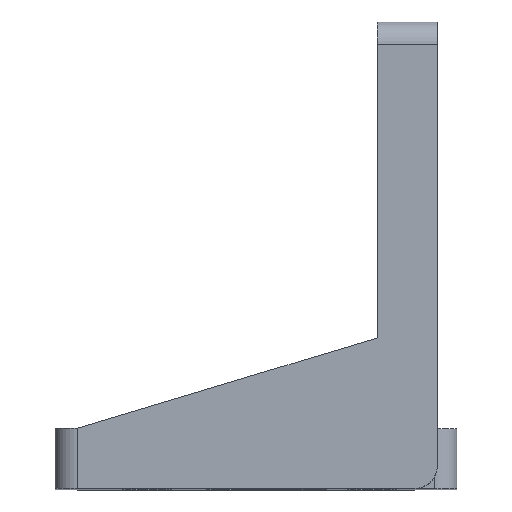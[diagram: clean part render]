
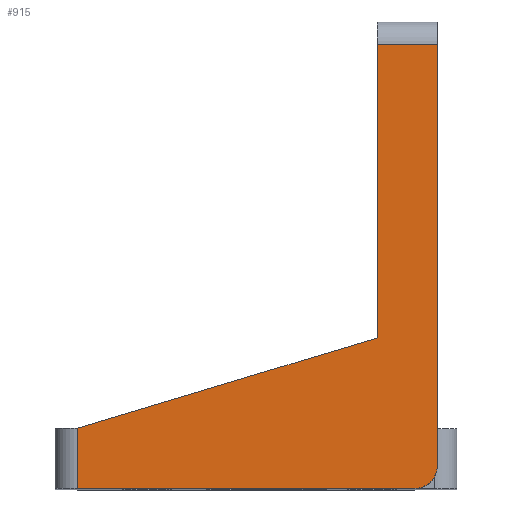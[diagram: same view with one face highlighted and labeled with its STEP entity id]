
A CAD part, top view. The second image highlights one B-rep face of the part: STEP entity #915.
In plain terms, the highlighted planar face has unit normal (0, 0, 1).
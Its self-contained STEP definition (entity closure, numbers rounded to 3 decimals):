
#110=CIRCLE('',#1024,1.5);
#135=FACE_OUTER_BOUND('',#205,.T.);
#205=EDGE_LOOP('',(#768,#769,#770,#771,#772,#773,#774));
#233=LINE('',#1330,#315);
#235=LINE('',#1334,#317);
#267=LINE('',#1453,#349);
#289=LINE('',#1530,#371);
#290=LINE('',#1535,#372);
#291=LINE('',#1536,#373);
#315=VECTOR('',#1056,10.);
#317=VECTOR('',#1060,1.);
#349=VECTOR('',#1160,1.);
#371=VECTOR('',#1244,1.);
#372=VECTOR('',#1249,1.);
#373=VECTOR('',#1250,1.);
#397=VERTEX_POINT('',#1327);
#398=VERTEX_POINT('',#1329);
#399=VERTEX_POINT('',#1333);
#451=VERTEX_POINT('',#1450);
#452=VERTEX_POINT('',#1452);
#477=VERTEX_POINT('',#1532);
#478=VERTEX_POINT('',#1534);
#483=EDGE_CURVE('',#398,#397,#233,.T.);
#485=EDGE_CURVE('',#399,#398,#235,.T.);
#544=EDGE_CURVE('',#452,#451,#267,.T.);
#584=EDGE_CURVE('',#452,#397,#289,.T.);
#585=EDGE_CURVE('',#477,#451,#110,.F.);
#586=EDGE_CURVE('',#478,#477,#290,.T.);
#587=EDGE_CURVE('',#478,#399,#291,.T.);
#768=ORIENTED_EDGE('',*,*,#584,.F.);
#769=ORIENTED_EDGE('',*,*,#544,.T.);
#770=ORIENTED_EDGE('',*,*,#585,.F.);
#771=ORIENTED_EDGE('',*,*,#586,.F.);
#772=ORIENTED_EDGE('',*,*,#587,.T.);
#773=ORIENTED_EDGE('',*,*,#485,.T.);
#774=ORIENTED_EDGE('',*,*,#483,.T.);
#884=PLANE('',#1023);
#915=ADVANCED_FACE('',(#135),#884,.T.);
#1023=AXIS2_PLACEMENT_3D('',#1531,#1245,#1246);
#1024=AXIS2_PLACEMENT_3D('',#1533,#1247,#1248);
#1056=DIRECTION('',(-0.957,-0.289,0.));
#1060=DIRECTION('',(0.,-1.,0.));
#1160=DIRECTION('',(1.,0.,0.));
#1244=DIRECTION('',(0.,1.,0.));
#1245=DIRECTION('center_axis',(0.,0.,1.));
#1246=DIRECTION('ref_axis',(1.,0.,0.));
#1247=DIRECTION('center_axis',(0.,0.,1.));
#1248=DIRECTION('ref_axis',(0.,-1.,0.));
#1249=DIRECTION('',(0.,-1.,0.));
#1250=DIRECTION('',(-1.,0.,0.));
#1327=CARTESIAN_POINT('',(-19.215,4.,63.35));
#1329=CARTESIAN_POINT('',(0.685,10.,63.35));
#1330=CARTESIAN_POINT('',(0.685,10.,63.35));
#1333=CARTESIAN_POINT('',(0.685,29.5,63.35));
#1334=CARTESIAN_POINT('',(0.685,29.5,63.35));
#1450=CARTESIAN_POINT('',(3.185,0.,63.35));
#1452=CARTESIAN_POINT('',(-19.215,0.,63.35));
#1453=CARTESIAN_POINT('',(-19.215,0.,63.35));
#1530=CARTESIAN_POINT('',(-19.215,0.,63.35));
#1531=CARTESIAN_POINT('Origin',(-20.715,0.,
63.35));
#1532=CARTESIAN_POINT('',(4.685,1.5,63.35));
#1533=CARTESIAN_POINT('Origin',(3.185,1.5,63.35));
#1534=CARTESIAN_POINT('',(4.685,29.5,63.35));
#1535=CARTESIAN_POINT('',(4.685,29.5,63.35));
#1536=CARTESIAN_POINT('',(4.685,29.5,63.35));
